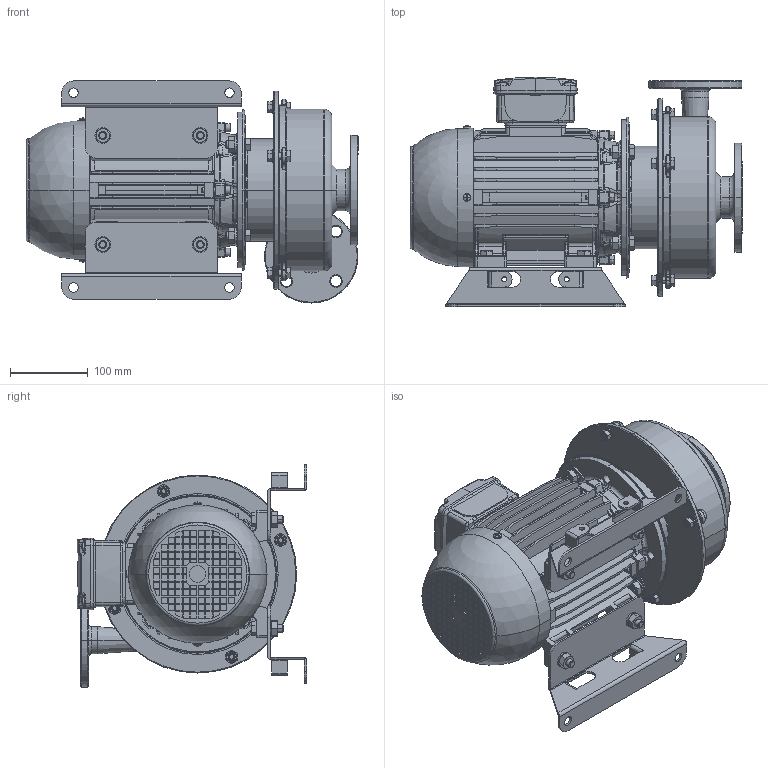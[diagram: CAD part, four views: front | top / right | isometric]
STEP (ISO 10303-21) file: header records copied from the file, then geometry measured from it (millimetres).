
FILE_DESCRIPTION (( 'STEP AP203' ), '1' );
FILE_NAME ('Ýëåêòðîíàñîñíûé àãðåãàò ÕÌ 12,5_30Ê5_3,0_2.STEP', '2016-11-05T12:22:29', ( '' ), ( '' ), 'SwSTEP 2.0', 'SolidWorks 2015', '' );
FILE_SCHEMA (( 'CONFIG_CONTROL_DESIGN' ));
Length unit declared in the file: millimetre
Products named in the file (18): Áîëò Ì10 (äë); Áîëò Ì8; 90L_TOP; 婜縺蹞 12,5_30; 婑鳧氀 Dy50; Ôëàíåö ôîíàðÿ 12,5_30; 婑鳧氀 Dy32; 扻錪犩 12,5_30; Áîëò Ì10; Ýëåêòðîíàñîñíûé àãðåãàò ÕÌ 12,5_30Ê5_3,0_2; Êàñòðþëÿ (2) 12,5_30; ﾘ琺矜; Îòâîä 12,5_30; Ãàéêà; Êàñòðþëÿ (1) 12,5_30; ﾘ琺矜 ﾌ8; 冓憵 12,5_30; Ãàéêà Ì8
Assembly tree (47 placements, depth 2):
  Ýëåêòðîíàñîñíûé àãðåãàò ÕÌ 12,5_30Ê5_3,0_2
    Áîëò Ì10  x4
    ﾘ琺矜  x8
    Ãàéêà  x8
    ﾘ琺矜 ﾌ8  x4
    Ãàéêà Ì8  x4
    Áîëò Ì8  x4
    婜縺蹞 12,5_30
    Ôëàíåö ôîíàðÿ 12,5_30
    扻錪犩 12,5_30
    Êàñòðþëÿ (2) 12,5_30
    Îòâîä 12,5_30
    Êàñòðþëÿ (1) 12,5_30
    冓憵 12,5_30  x2
    Áîëò Ì10 (äë)  x4
    90L_TOP
    婑鳧氀 Dy50
    婑鳧氀 Dy32
Bounding box: 426 x 294.5 x 285 mm (x, y, z)
Volume: 7408823.6 mm3; surface area: 988398.7 mm2
Topology: 52 solids, 53 shells, 3086 faces, 7479 edges, 4678 vertices
Faces by surface type: plane 1506, cylinder 626, cone 531, torus 205, bspline 188, sphere 30
Entity records: 83842 total; most frequent: CARTESIAN_POINT 22371, ORIENTED_EDGE 12410, DIRECTION 11968, EDGE_CURVE 6205, AXIS2_PLACEMENT_3D 4220, VERTEX_POINT 3926, LINE 3528, VECTOR 3528
